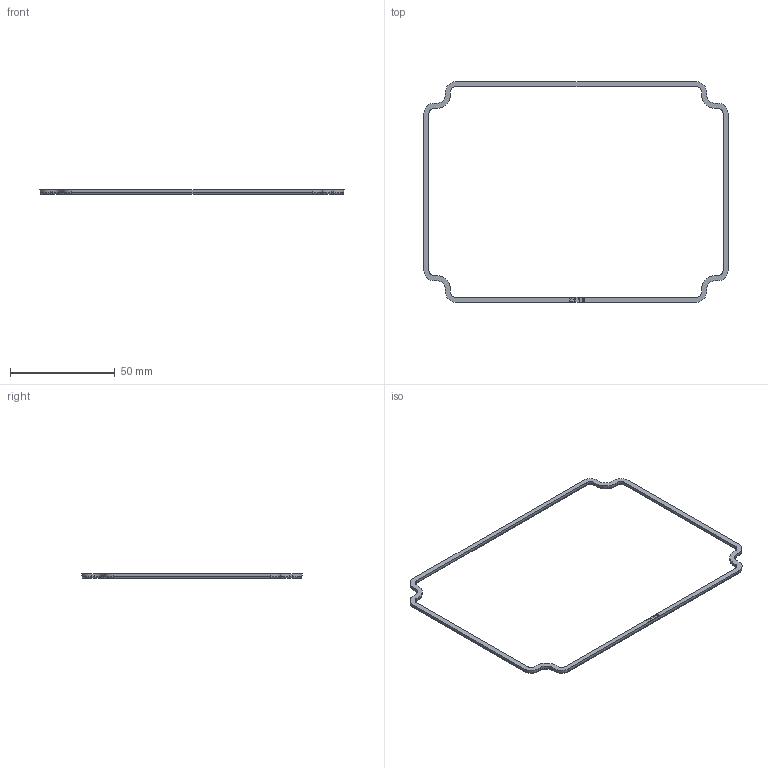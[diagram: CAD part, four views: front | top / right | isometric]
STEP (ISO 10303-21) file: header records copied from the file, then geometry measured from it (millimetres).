
FILE_DESCRIPTION (( 'STEP AP203' ), '1' );
FILE_NAME ('1550Z115GASKET.step', '2020-11-17T19:53:45', ( 'ADC123' ), ( 'Microsoft' ), 'SwSTEP 2.0', 'SolidWorks 2019', '' );
FILE_SCHEMA (( 'CONFIG_CONTROL_DESIGN' ));
Length unit declared in the file: inch
Products named in the file (1): 1550Z115GASKET
Bounding box: 145.3 x 105.3 x 2.35 mm (x, y, z)
Volume: 2212.4 mm3; surface area: 3909.3 mm2
Topology: 1 solids, 1 shells, 153 faces, 393 edges, 246 vertices
Faces by surface type: bspline 61, plane 44, cone 24, cylinder 24
Entity records: 6440 total; most frequent: CARTESIAN_POINT 2998, ORIENTED_EDGE 786, DIRECTION 577, EDGE_CURVE 393, VERTEX_POINT 246, LINE 199, VECTOR 199, AXIS2_PLACEMENT_3D 189
